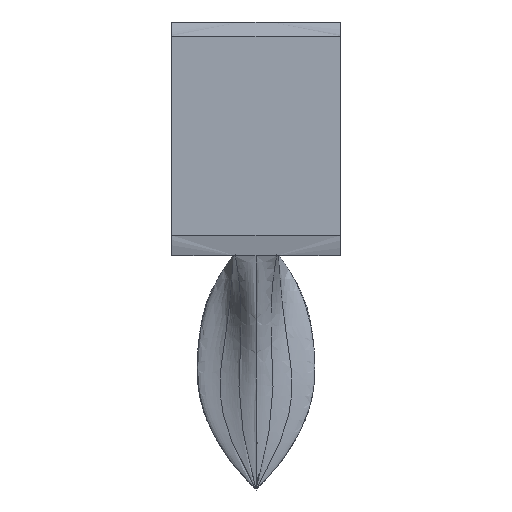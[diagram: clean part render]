
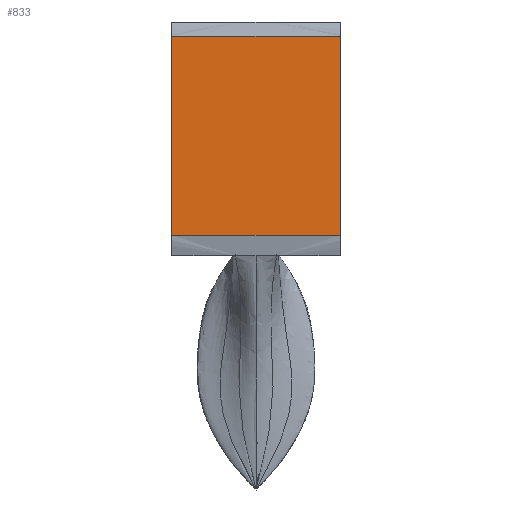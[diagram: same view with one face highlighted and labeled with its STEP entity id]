
A CAD part, top view. The second image highlights one B-rep face of the part: STEP entity #833.
In plain terms, the highlighted planar face has unit normal (0, 0, 1).
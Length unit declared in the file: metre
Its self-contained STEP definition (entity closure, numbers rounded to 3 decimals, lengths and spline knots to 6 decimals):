
#62=PLANE('',#879);
#104=FACE_OUTER_BOUND('',#156,.T.);
#156=EDGE_LOOP('',(#703,#704,#705,#706));
#192=LINE('',#6004,#220);
#193=LINE('',#6007,#221);
#194=LINE('',#6029,#222);
#195=LINE('',#6030,#223);
#220=VECTOR('',#945,0.01);
#221=VECTOR('',#948,0.01);
#222=VECTOR('',#951,0.01);
#223=VECTOR('',#952,0.01);
#361=VERTEX_POINT('',#5986);
#362=VERTEX_POINT('',#5993);
#363=VERTEX_POINT('',#6006);
#364=VERTEX_POINT('',#6028);
#480=EDGE_CURVE('',#362,#361,#192,.T.);
#481=EDGE_CURVE('',#363,#361,#193,.T.);
#483=EDGE_CURVE('',#364,#362,#194,.T.);
#484=EDGE_CURVE('',#364,#363,#195,.T.);
#703=ORIENTED_EDGE('',*,*,#480,.F.);
#704=ORIENTED_EDGE('',*,*,#483,.F.);
#705=ORIENTED_EDGE('',*,*,#484,.T.);
#706=ORIENTED_EDGE('',*,*,#481,.T.);
#833=ADVANCED_FACE('',(#104),#62,.T.);
#879=AXIS2_PLACEMENT_3D('',#6027,#949,#950);
#945=DIRECTION('',(1.,0.,0.));
#948=DIRECTION('',(0.,1.,0.));
#949=DIRECTION('center_axis',(0.,0.,1.));
#950=DIRECTION('ref_axis',(1.,0.,0.));
#951=DIRECTION('',(0.,1.,0.));
#952=DIRECTION('',(1.,0.,0.));
#5986=CARTESIAN_POINT('',(0.9,4.85,1.));
#5993=CARTESIAN_POINT('',(-0.9,4.85,1.));
#6004=CARTESIAN_POINT('',(-0.9,4.85,1.));
#6006=CARTESIAN_POINT('',(0.9,2.72,1.));
#6007=CARTESIAN_POINT('',(0.9,2.5,1.));
#6027=CARTESIAN_POINT('Origin',(-0.9,2.5,1.));
#6028=CARTESIAN_POINT('',(-0.9,2.72,1.));
#6029=CARTESIAN_POINT('',(-0.9,2.5,1.));
#6030=CARTESIAN_POINT('',(-0.9,2.72,1.));
